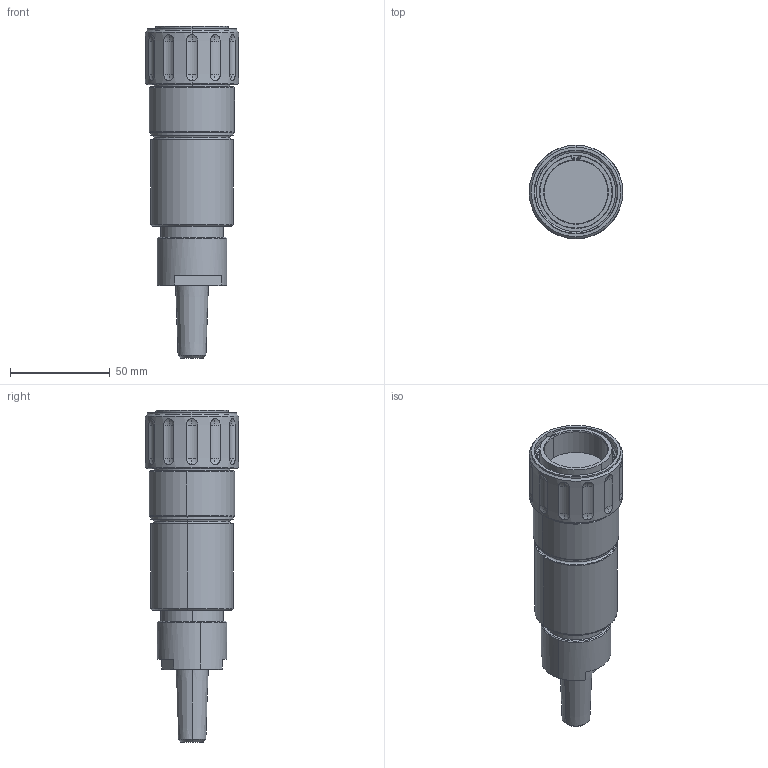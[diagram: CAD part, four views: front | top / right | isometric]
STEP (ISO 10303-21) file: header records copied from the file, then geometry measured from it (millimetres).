
FILE_DESCRIPTION (( 'STEP AP203' ), '1' );
FILE_NAME ('Size 25 Threaded Body.STEP', '2019-03-29T17:50:02', ( '' ), ( '' ), 'SwSTEP 2.0', 'SolidWorks 2019', '' );
FILE_SCHEMA (( 'CONFIG_CONTROL_DESIGN' ));
Length unit declared in the file: inch
Products named in the file (1): Size 25 Threaded Body
Bounding box: 46.86 x 46.86 x 166.39 mm (x, y, z)
Volume: 164071.4 mm3; surface area: 27595.4 mm2
Topology: 1 solids, 1 shells, 155 faces, 365 edges, 234 vertices
Faces by surface type: cylinder 50, sphere 48, plane 25, cone 19, torus 10, bspline 3
Entity records: 6148 total; most frequent: CARTESIAN_POINT 2524, DIRECTION 767, ORIENTED_EDGE 730, EDGE_CURVE 365, AXIS2_PLACEMENT_3D 330, VERTEX_POINT 234, EDGE_LOOP 177, CIRCLE 177
